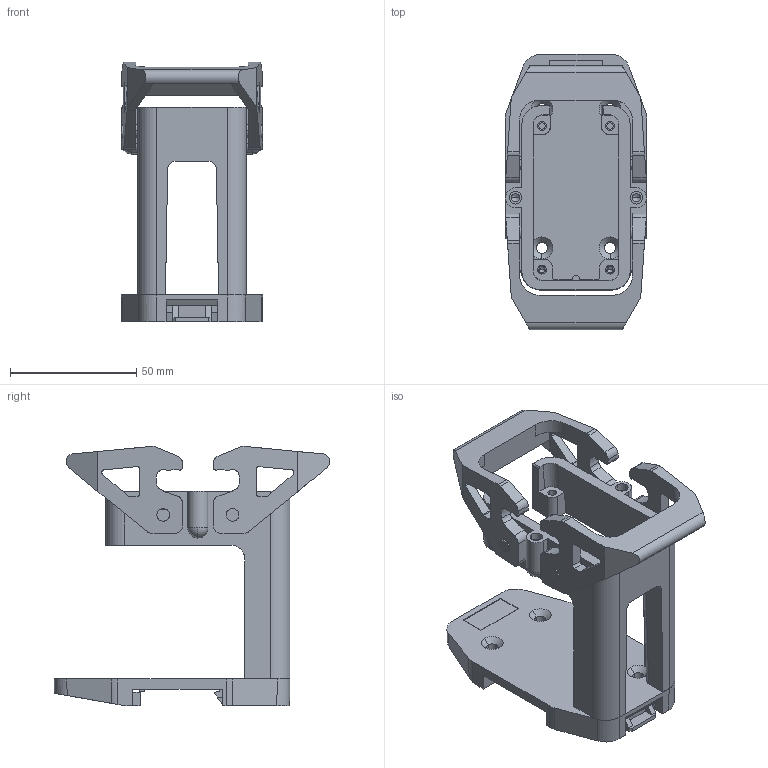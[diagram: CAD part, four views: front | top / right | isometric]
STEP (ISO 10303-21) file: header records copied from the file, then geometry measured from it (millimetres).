
FILE_DESCRIPTION(('Creo Elements/Direct Modeling STEP Export'),'2;1');
FILE_NAME('model.stp','2018-12-11T13:34:23',(''),(''),'Creo Elements/Direct Modeling STEP processor for AP214 (Solid Model)','Creo Elements/Direct Modeling 18.1I 14-Aug-2016 (C) Parametric Technology GmbH','');
FILE_SCHEMA(('AUTOMOTIVE_DESIGN { 1 0 10303 214 1 1 1 1 }'));
Length unit declared in the file: millimetre
Products named in the file (2): HC_CIF_B10_BFWD_FH_AL-select
Assembly tree (1 placements, depth 2):
  HC_CIF_B10_BFWD_FH_AL-select
    HC_CIF_B10_BFWD_FH_AL-select
Bounding box: 56.02 x 109.33 x 102.9 mm (x, y, z)
Volume: 91707.2 mm3; surface area: 43729 mm2
Topology: 1 solids, 1 shells, 428 faces, 1190 edges, 774 vertices
Faces by surface type: plane 220, cylinder 152, extrusion 24, cone 20, sphere 4, torus 4, bspline 4
Entity records: 18080 total; most frequent: CARTESIAN_POINT 3917, ORIENTED_EDGE 2356, DIRECTION 2098, EDGE_CURVE 1178, VECTOR 792, VERTEX_POINT 774, LINE 768, AXIS2_PLACEMENT_3D 653
